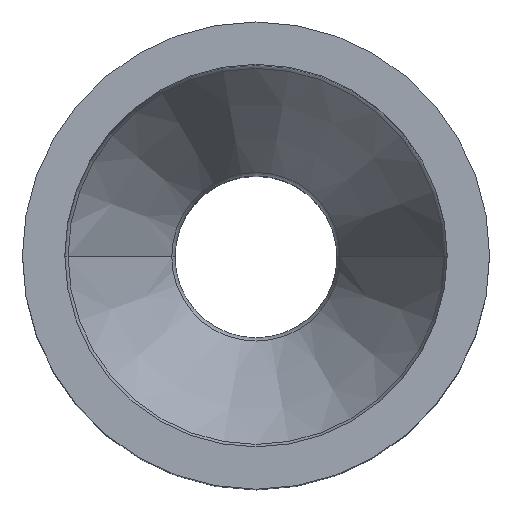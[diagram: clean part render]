
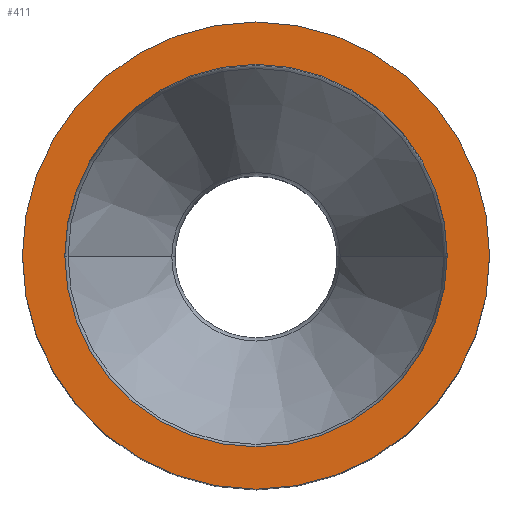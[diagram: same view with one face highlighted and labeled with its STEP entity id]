
A CAD part, top view. The second image highlights one B-rep face of the part: STEP entity #411.
In plain terms, the highlighted planar face has unit normal (0, 0, 1).
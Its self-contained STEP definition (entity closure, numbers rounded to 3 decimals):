
#7 = DIRECTION ( 'NONE',  ( -1., 0., 0. ) ) ;
#17 = AXIS2_PLACEMENT_3D ( 'NONE', #386, #330, #424 ) ;
#82 = ORIENTED_EDGE ( 'NONE', *, *, #258, .T. ) ;
#121 = DIRECTION ( 'NONE',  ( 0., 0., -1. ) ) ;
#133 = DIRECTION ( 'NONE',  ( 1., 0., 0. ) ) ;
#159 = CARTESIAN_POINT ( 'NONE',  ( 0., 0., 91.7 ) ) ;
#177 = CARTESIAN_POINT ( 'NONE',  ( -30.7, 0., 91.7 ) ) ;
#196 = DIRECTION ( 'NONE',  ( -1., 0., 0. ) ) ;
#199 = EDGE_CURVE ( 'NONE', #336, #293, #427, .T. ) ;
#220 = DIRECTION ( 'NONE',  ( 0., 0., -1. ) ) ;
#227 = FACE_OUTER_BOUND ( 'NONE', #538, .T. ) ;
#233 = DIRECTION ( 'NONE',  ( 0., 0., 1. ) ) ;
#245 = ORIENTED_EDGE ( 'NONE', *, *, #614, .F. ) ;
#258 = EDGE_CURVE ( 'NONE', #613, #381, #466, .T. ) ;
#263 = EDGE_LOOP ( 'NONE', ( #370, #82 ) ) ;
#293 = VERTEX_POINT ( 'NONE', #420 ) ;
#330 = DIRECTION ( 'NONE',  ( 0., 0., -1. ) ) ;
#336 = VERTEX_POINT ( 'NONE', #540 ) ;
#341 = PLANE ( 'NONE',  #656 ) ;
#370 = ORIENTED_EDGE ( 'NONE', *, *, #376, .T. ) ;
#375 = AXIS2_PLACEMENT_3D ( 'NONE', #619, #220, #7 ) ;
#376 = EDGE_CURVE ( 'NONE', #381, #613, #555, .T. ) ;
#381 = VERTEX_POINT ( 'NONE', #177 ) ;
#386 = CARTESIAN_POINT ( 'NONE',  ( 0., 0., 91.7 ) ) ;
#387 = AXIS2_PLACEMENT_3D ( 'NONE', #159, #121, #513 ) ;
#409 = CIRCLE ( 'NONE', #493, 37.5 ) ;
#411 = ADVANCED_FACE ( 'NONE', ( #632, #227 ), #341, .T. ) ;
#420 = CARTESIAN_POINT ( 'NONE',  ( -37.5, 0., 91.7 ) ) ;
#421 = ORIENTED_EDGE ( 'NONE', *, *, #199, .F. ) ;
#424 = DIRECTION ( 'NONE',  ( -1., 0., 0. ) ) ;
#427 = CIRCLE ( 'NONE', #375, 37.5 ) ;
#466 = CIRCLE ( 'NONE', #387, 30.7 ) ;
#493 = AXIS2_PLACEMENT_3D ( 'NONE', #543, #495, #196 ) ;
#495 = DIRECTION ( 'NONE',  ( 0., 0., -1. ) ) ;
#513 = DIRECTION ( 'NONE',  ( -1., 0., 0. ) ) ;
#538 = EDGE_LOOP ( 'NONE', ( #245, #421 ) ) ;
#540 = CARTESIAN_POINT ( 'NONE',  ( 37.5, 0., 91.7 ) ) ;
#543 = CARTESIAN_POINT ( 'NONE',  ( 0., 0., 91.7 ) ) ;
#555 = CIRCLE ( 'NONE', #17, 30.7 ) ;
#593 = CARTESIAN_POINT ( 'NONE',  ( -30.7, 0., 91.7 ) ) ;
#610 = CARTESIAN_POINT ( 'NONE',  ( 30.7, 0., 91.7 ) ) ;
#613 = VERTEX_POINT ( 'NONE', #610 ) ;
#614 = EDGE_CURVE ( 'NONE', #293, #336, #409, .T. ) ;
#619 = CARTESIAN_POINT ( 'NONE',  ( 0., 0., 91.7 ) ) ;
#632 = FACE_BOUND ( 'NONE', #263, .T. ) ;
#656 = AXIS2_PLACEMENT_3D ( 'NONE', #593, #233, #133 ) ;
